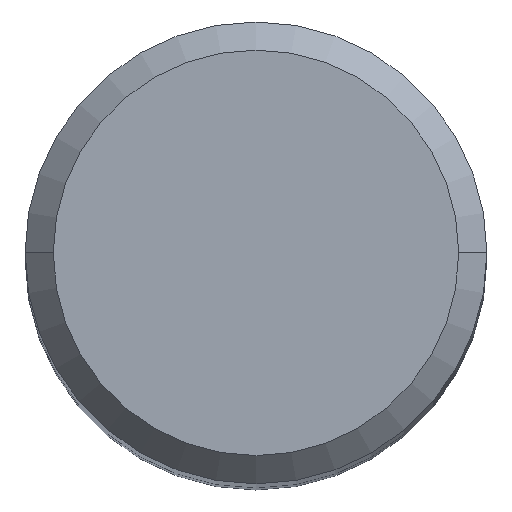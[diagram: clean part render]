
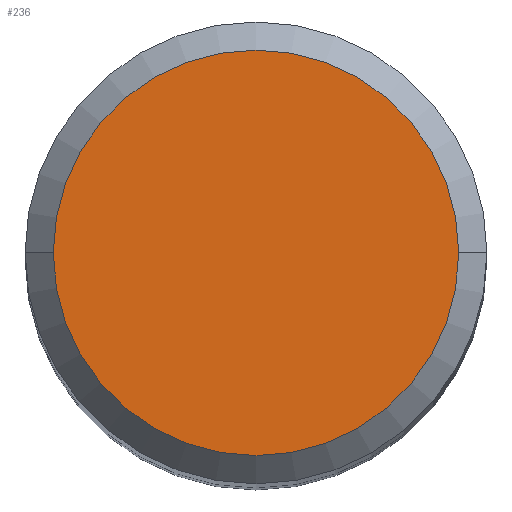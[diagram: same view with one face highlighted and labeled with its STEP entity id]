
A CAD part, top view. The second image highlights one B-rep face of the part: STEP entity #236.
In plain terms, the highlighted planar face has unit normal (0, 0, 1).
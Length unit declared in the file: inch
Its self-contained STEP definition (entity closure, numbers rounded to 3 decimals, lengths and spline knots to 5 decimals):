
#28 = DIRECTION ( 'NONE',  ( 1., 0., 0. ) ) ;
#47 = EDGE_CURVE ( 'NONE', #227, #361, #197, .T. ) ;
#48 = DIRECTION ( 'NONE',  ( -1., 0., 0. ) ) ;
#52 = DIRECTION ( 'NONE',  ( 0., 0., -1. ) ) ;
#89 = CARTESIAN_POINT ( 'NONE',  ( 0., 0., 0. ) ) ;
#102 = ORIENTED_EDGE ( 'NONE', *, *, #180, .T. ) ;
#121 = CARTESIAN_POINT ( 'NONE',  ( 0., 0., 0. ) ) ;
#138 = ORIENTED_EDGE ( 'NONE', *, *, #47, .T. ) ;
#180 = EDGE_CURVE ( 'NONE', #361, #227, #360, .T. ) ;
#196 = FACE_OUTER_BOUND ( 'NONE', #348, .T. ) ;
#197 = CIRCLE ( 'NONE', #254, 0.22465 ) ;
#200 = CARTESIAN_POINT ( 'NONE',  ( 0.22465, 0., 0. ) ) ;
#212 = DIRECTION ( 'NONE',  ( 0., 0., 1. ) ) ;
#213 = CARTESIAN_POINT ( 'NONE',  ( -0.22465, 0., 0. ) ) ;
#227 = VERTEX_POINT ( 'NONE', #200 ) ;
#230 = AXIS2_PLACEMENT_3D ( 'NONE', #342, #52, #48 ) ;
#236 = ADVANCED_FACE ( 'NONE', ( #196 ), #279, .F. ) ;
#238 = AXIS2_PLACEMENT_3D ( 'NONE', #121, #293, #351 ) ;
#254 = AXIS2_PLACEMENT_3D ( 'NONE', #89, #212, #28 ) ;
#279 = PLANE ( 'NONE',  #230 ) ;
#293 = DIRECTION ( 'NONE',  ( 0., 0., 1. ) ) ;
#342 = CARTESIAN_POINT ( 'NONE',  ( 0., 0., 0. ) ) ;
#348 = EDGE_LOOP ( 'NONE', ( #102, #138 ) ) ;
#351 = DIRECTION ( 'NONE',  ( 1., 0., 0. ) ) ;
#360 = CIRCLE ( 'NONE', #238, 0.22465 ) ;
#361 = VERTEX_POINT ( 'NONE', #213 ) ;
